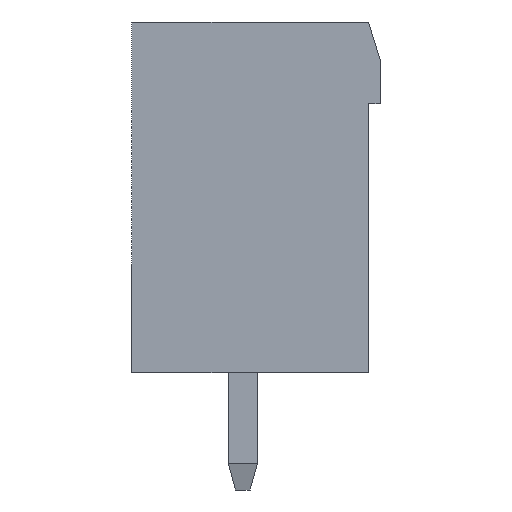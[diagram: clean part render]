
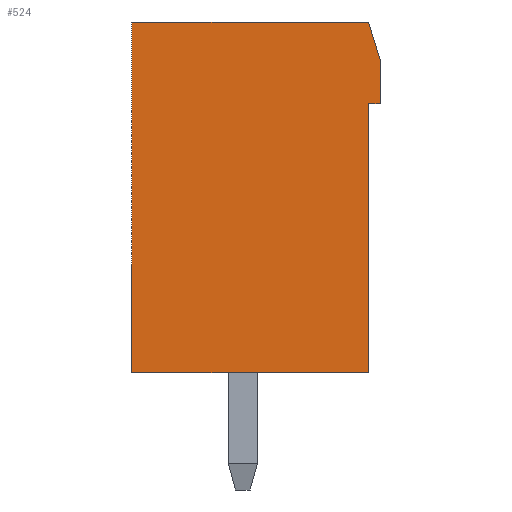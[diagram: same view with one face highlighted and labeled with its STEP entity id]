
A CAD part, left-side view. The second image highlights one B-rep face of the part: STEP entity #524.
In plain terms, the highlighted planar face has unit normal (-1, 0, 0).
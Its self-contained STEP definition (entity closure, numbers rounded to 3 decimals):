
#524 = ADVANCED_FACE( '', ( #1086 ), #1087, .T. );
#1086 = FACE_OUTER_BOUND( '', #1702, .T. );
#1087 = PLANE( '', #1703 );
#1702 = EDGE_LOOP( '', ( #3062, #3063, #3064, #3065, #3066, #3067, #3068 ) );
#1703 = AXIS2_PLACEMENT_3D( '', #3069, #3070, #3071 );
#3062 = ORIENTED_EDGE( '', *, *, #4372, .T. );
#3063 = ORIENTED_EDGE( '', *, *, #4373, .T. );
#3064 = ORIENTED_EDGE( '', *, *, #4374, .T. );
#3065 = ORIENTED_EDGE( '', *, *, #4144, .T. );
#3066 = ORIENTED_EDGE( '', *, *, #4375, .T. );
#3067 = ORIENTED_EDGE( '', *, *, #4035, .T. );
#3068 = ORIENTED_EDGE( '', *, *, #4376, .T. );
#3069 = CARTESIAN_POINT( '', ( -13.7, 0., 0. ) );
#3070 = DIRECTION( '', ( -1., 0., 0. ) );
#3071 = DIRECTION( '', ( 0., 0., 1. ) );
#4035 = EDGE_CURVE( '', #4936, #4937, #4938, .T. );
#4144 = EDGE_CURVE( '', #5117, #5115, #5118, .T. );
#4372 = EDGE_CURVE( '', #5437, #5438, #5439, .T. );
#4373 = EDGE_CURVE( '', #5438, #5440, #5441, .T. );
#4374 = EDGE_CURVE( '', #5440, #5117, #5442, .T. );
#4375 = EDGE_CURVE( '', #5115, #4936, #5443, .T. );
#4376 = EDGE_CURVE( '', #4937, #5437, #5444, .T. );
#4936 = VERTEX_POINT( '', #6205 );
#4937 = VERTEX_POINT( '', #6206 );
#4938 = LINE( '', #6207, #6208 );
#5115 = VERTEX_POINT( '', #6471 );
#5117 = VERTEX_POINT( '', #6474 );
#5118 = LINE( '', #6475, #6476 );
#5437 = VERTEX_POINT( '', #6948 );
#5438 = VERTEX_POINT( '', #6949 );
#5439 = LINE( '', #6950, #6951 );
#5440 = VERTEX_POINT( '', #6952 );
#5441 = LINE( '', #6953, #6954 );
#5442 = LINE( '', #6955, #6956 );
#5443 = LINE( '', #6957, #6958 );
#5444 = LINE( '', #6959, #6960 );
#6205 = CARTESIAN_POINT( '', ( -13.7, -4.05, 3.2 ) );
#6206 = CARTESIAN_POINT( '', ( -13.7, -4.45, 3.2 ) );
#6207 = CARTESIAN_POINT( '', ( -13.7, -4.05, 3.2 ) );
#6208 = VECTOR( '', #7428, 1000. );
#6471 = CARTESIAN_POINT( '', ( -13.7, -4.05, -6. ) );
#6474 = CARTESIAN_POINT( '', ( -13.7, 4.05, -6. ) );
#6475 = CARTESIAN_POINT( '', ( -13.7, 4.05, -6. ) );
#6476 = VECTOR( '', #7534, 1000. );
#6948 = CARTESIAN_POINT( '', ( -13.7, -4.45, 4.7 ) );
#6949 = CARTESIAN_POINT( '', ( -13.7, -4.05, 6. ) );
#6950 = CARTESIAN_POINT( '', ( -13.7, -4.45, 4.7 ) );
#6951 = VECTOR( '', #7730, 1000. );
#6952 = CARTESIAN_POINT( '', ( -13.7, 4.05, 6. ) );
#6953 = CARTESIAN_POINT( '', ( -13.7, -4.05, 6. ) );
#6954 = VECTOR( '', #7731, 1000. );
#6955 = CARTESIAN_POINT( '', ( -13.7, 4.05, 6. ) );
#6956 = VECTOR( '', #7732, 1000. );
#6957 = CARTESIAN_POINT( '', ( -13.7, -4.05, -6. ) );
#6958 = VECTOR( '', #7733, 1000. );
#6959 = CARTESIAN_POINT( '', ( -13.7, -4.45, 3.2 ) );
#6960 = VECTOR( '', #7734, 1000. );
#7428 = DIRECTION( '', ( 0., -1., 0. ) );
#7534 = DIRECTION( '', ( 0., -1., 0. ) );
#7730 = DIRECTION( '', ( 0., 0.294, 0.956 ) );
#7731 = DIRECTION( '', ( 0., 1., 0. ) );
#7732 = DIRECTION( '', ( 0., 0., -1. ) );
#7733 = DIRECTION( '', ( 0., 0., 1. ) );
#7734 = DIRECTION( '', ( 0., 0., 1. ) );
